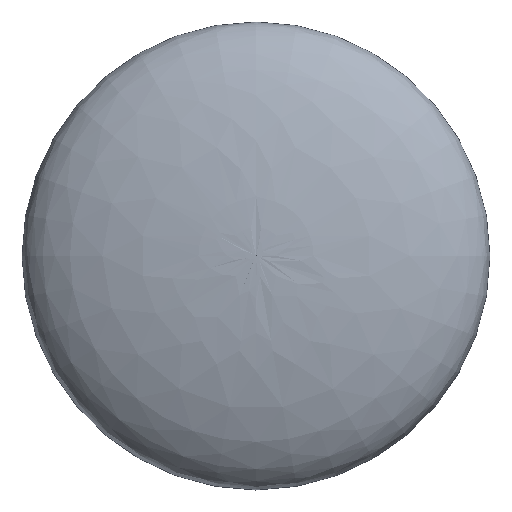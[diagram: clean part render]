
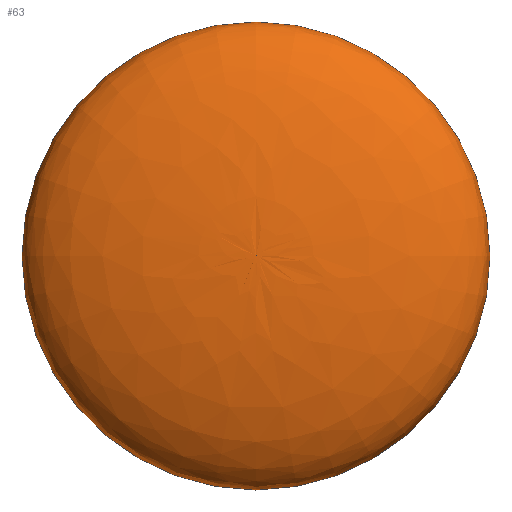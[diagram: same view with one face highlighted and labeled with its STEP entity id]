
A CAD part, top view. The second image highlights one B-rep face of the part: STEP entity #63.
In plain terms, the highlighted face is a revolution surface.
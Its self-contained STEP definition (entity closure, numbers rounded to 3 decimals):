
#34=ELLIPSE('',#68,6.,2.);
#35=(
BOUNDED_CURVE()
B_SPLINE_CURVE(2,(#86,#87,#88),.UNSPECIFIED.,.F.,.U.)
B_SPLINE_CURVE_WITH_KNOTS((3,3),(-1.571,0.),.UNSPECIFIED.)
CURVE()
GEOMETRIC_REPRESENTATION_ITEM()
RATIONAL_B_SPLINE_CURVE((1.,0.707,1.))
REPRESENTATION_ITEM('')
);
#36=AXIS1_PLACEMENT('',#85,#76);
#37=SURFACE_OF_REVOLUTION('',#35,#36);
#40=VERTEX_POINT('',#84);
#41=VERTEX_POINT('',#90);
#43=CIRCLE('',#67,6.);
#45=EDGE_CURVE('',#40,#40,#43,.T.);
#46=EDGE_CURVE('',#40,#41,#34,.T.);
#50=ORIENTED_EDGE('',*,*,#46,.T.);
#51=ORIENTED_EDGE('',*,*,#46,.F.);
#52=ORIENTED_EDGE('',*,*,#45,.T.);
#56=EDGE_LOOP('',(#50,#51,#52));
#60=FACE_BOUND('',#56,.T.);
#63=ADVANCED_FACE('',(#60),#37,.F.);
#67=AXIS2_PLACEMENT_3D('',#83,#74,#75);
#68=AXIS2_PLACEMENT_3D('',#89,#77,#78);
#74=DIRECTION('',(0.,0.,1.));
#75=DIRECTION('',(0.,6.,0.));
#76=DIRECTION('',(0.,0.,1.));
#77=DIRECTION('',(1.,0.,0.));
#78=DIRECTION('',(0.,6.,0.));
#83=CARTESIAN_POINT('',(0.,0.,4.));
#84=CARTESIAN_POINT('',(0.,6.,4.));
#85=CARTESIAN_POINT('',(0.,0.,6.));
#86=CARTESIAN_POINT('',(0.,0.,6.));
#87=CARTESIAN_POINT('',(0.,6.,6.));
#88=CARTESIAN_POINT('',(0.,6.,4.));
#89=CARTESIAN_POINT('',(0.,0.,4.));
#90=CARTESIAN_POINT('',(0.,0.,6.));
